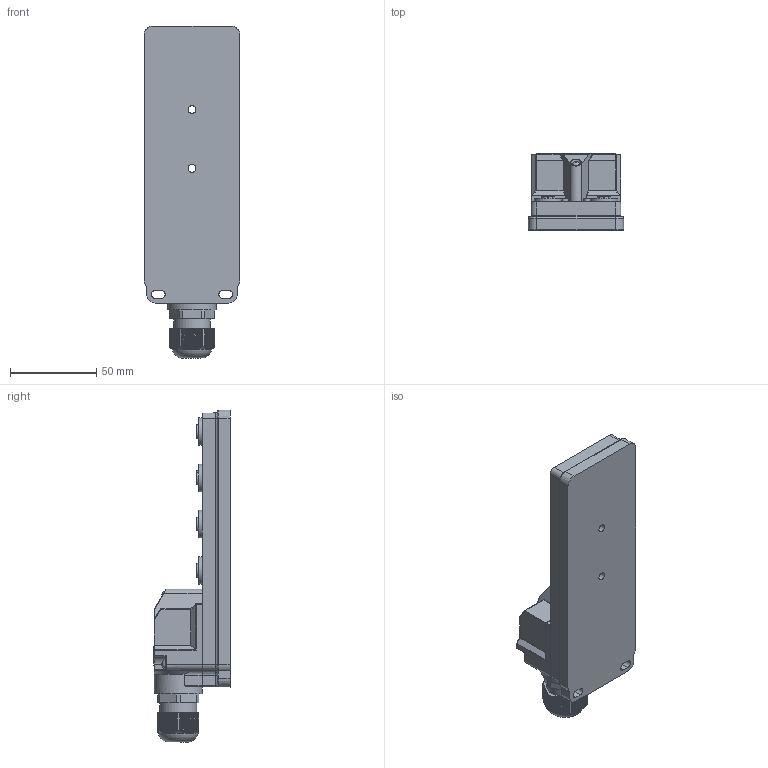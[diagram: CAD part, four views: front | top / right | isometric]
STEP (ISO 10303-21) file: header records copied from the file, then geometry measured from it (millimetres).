
FILE_DESCRIPTION (( 'STEP AP214' ), '1' );
FILE_NAME ('1402101_REV2.STEP', '2020-04-21T18:15:57', ( '' ), ( '' ), 'SwSTEP 2.0', 'SolidWorks 2019', '' );
FILE_SCHEMA (( 'AUTOMOTIVE_DESIGN' ));
Length unit declared in the file: inch
Products named in the file (1): 1402101_REV2
Bounding box: 55.4 x 44.18 x 192.17 mm (x, y, z)
Volume: 203466.4 mm3; surface area: 40523.8 mm2
Topology: 1 solids, 1 shells, 922 faces, 2194 edges, 1387 vertices
Faces by surface type: plane 567, cylinder 233, torus 43, bspline 41, sphere 21, cone 17
Full cylindrical faces by diameter (mm): 1 x64, 3.6 x16, 4.6 x2, 6 x1, 8.001 x8, 8.25 x2, 11.1 x8, 12 x8, 12.446 x1, 16 x8, 21.262 x1, 28 x1
Entity records: 55195 total; most frequent: CARTESIAN_POINT 32560, ORIENTED_EDGE 3986, DIRECTION 3048, EDGE_CURVE 1993, VERTEX_POINT 1366, EDGE_LOOP 1217, AXIS2_PLACEMENT_3D 1146, FACE_OUTER_BOUND 1075
